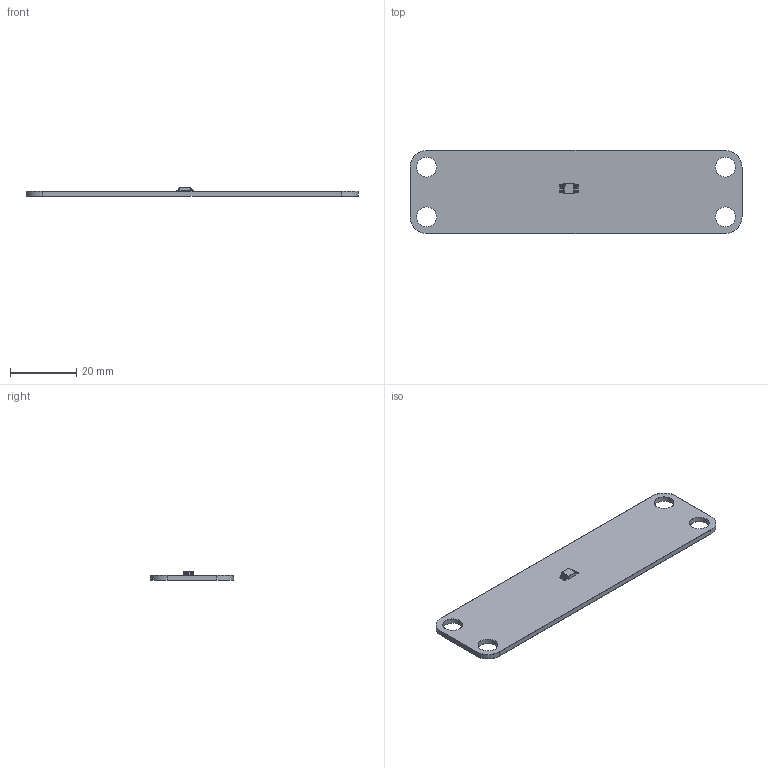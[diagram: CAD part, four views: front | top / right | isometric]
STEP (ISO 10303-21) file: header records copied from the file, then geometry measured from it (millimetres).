
FILE_DESCRIPTION(/* description */ (''),/* implementation_level */ '2;1');
FILE_NAME(/* name */ 'Schematic practice v1.step',/* time_stamp */ '2024-06-26T18:04:31+05:30',/* author */ (''),/* organization */ (''),/* preprocessor_version */ 'ST-DEVELOPER v20',/* originating_system */ 'Autodesk Translation Framework v13.14.0.145',/* authorisation */ '');
FILE_SCHEMA (('AUTOMOTIVE_DESIGN { 1 0 10303 214 3 1 1 }'));
Length unit declared in the file: millimetre
Products named in the file (8): Schematic practice; Board; Packages; SOP65P487X110-8N; 1-copper; 16-copper; 1-soldermask; 16-soldermask
Assembly tree (7 placements, depth 3):
  Schematic practice
    Board
    Packages
      SOP65P487X110-8N
    1-copper
    16-copper
    1-soldermask
    16-soldermask
Bounding box: 100 x 25 x 2.71 mm (x, y, z)
Volume: 3807.6 mm3; surface area: 14767.3 mm2
Topology: 20 solids, 20 shells, 446 faces, 1187 edges, 790 vertices
Faces by surface type: plane 389, cylinder 57
Full cylindrical faces by diameter (mm): 0.3 x1, 6 x12
Entity records: 14122 total; most frequent: CARTESIAN_POINT 2439, ORIENTED_EDGE 2374, DIRECTION 2225, EDGE_CURVE 1187, LINE 1073, VECTOR 1073, VERTEX_POINT 790, AXIS2_PLACEMENT_3D 576
